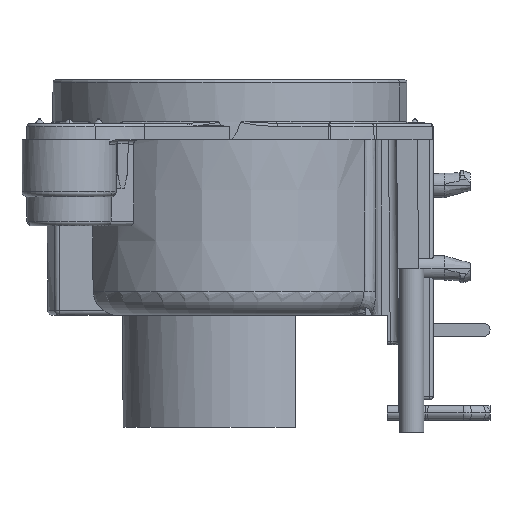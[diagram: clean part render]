
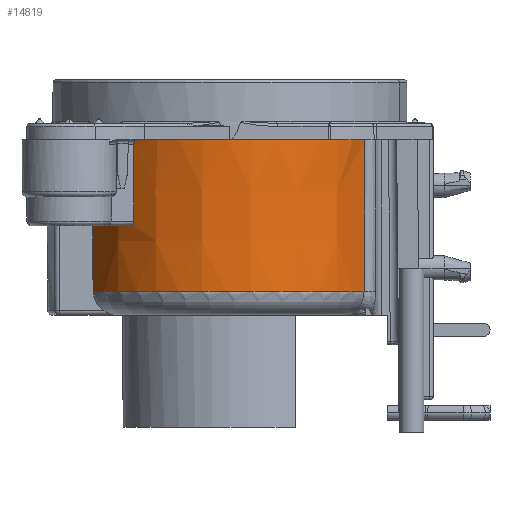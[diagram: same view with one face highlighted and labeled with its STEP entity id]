
A CAD part, left-side view. The second image highlights one B-rep face of the part: STEP entity #14819.
In plain terms, the highlighted conical face has half-angle 0.641 degrees and reference radius 9.107 mm.
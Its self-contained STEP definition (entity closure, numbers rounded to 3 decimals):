
#1612=CARTESIAN_POINT('',(0.,0.,-1.));
#1613=DIRECTION('',(0.,0.,-1.));
#1614=DIRECTION('',(-0.421,-0.907,0.));
#1615=AXIS2_PLACEMENT_3D('',#1612,#1613,#1614);
#2169=CARTESIAN_POINT('',(0.,0.,-10.317));
#2170=DIRECTION('',(0.,0.,1.));
#2171=DIRECTION('',(-0.367,0.93,0.));
#2172=AXIS2_PLACEMENT_3D('',#2169,#2170,#2171);
#3317=CARTESIAN_POINT('',(-7.17,5.698,
-1.));
#3318=CARTESIAN_POINT('',(-7.15,5.723,
-1.));
#3319=CARTESIAN_POINT('',(-7.111,5.772,
-1.01));
#3320=CARTESIAN_POINT('',(-7.057,5.837,
-1.053));
#3321=CARTESIAN_POINT('',(-7.012,5.889,
-1.12));
#3322=CARTESIAN_POINT('',(-6.984,5.922,
-1.204));
#3323=CARTESIAN_POINT('',(-6.977,5.929,
-1.266));
#3324=CARTESIAN_POINT('',(-6.976,5.929,
-1.297));
#3335=CARTESIAN_POINT('',(-3.858,-8.306,
-1.));
#3336=CARTESIAN_POINT('',(-3.845,-8.3,
-2.035));
#3337=CARTESIAN_POINT('',(-3.817,-8.287,
-4.104));
#3338=CARTESIAN_POINT('',(-3.777,-8.267,
-7.21));
#3339=CARTESIAN_POINT('',(-3.75,-8.254,
-9.281));
#3340=CARTESIAN_POINT('',(-3.736,-8.248,
-10.317));
#3342=CARTESIAN_POINT('',(-3.319,8.424,
-10.317));
#3343=CARTESIAN_POINT('',(-3.327,8.433,
-9.314));
#3344=CARTESIAN_POINT('',(-3.345,8.45,
-7.31));
#3345=CARTESIAN_POINT('',(-3.371,8.476,
-4.303));
#3346=CARTESIAN_POINT('',(-3.389,8.493,
-2.299));
#3347=CARTESIAN_POINT('',(-3.397,8.502,
-1.297));
#3349=CARTESIAN_POINT('',(-5.929,6.976,
-1.297));
#3350=CARTESIAN_POINT('',(-5.928,6.969,
-1.819));
#3351=CARTESIAN_POINT('',(-5.927,6.955,
-2.865));
#3352=CARTESIAN_POINT('',(-5.925,6.933,
-4.434));
#3353=CARTESIAN_POINT('',(-5.924,6.919,
-5.48));
#3354=CARTESIAN_POINT('',(-5.923,6.912,
-6.003));
#3356=CARTESIAN_POINT('',(-6.912,5.923,
-6.003));
#3357=CARTESIAN_POINT('',(-6.919,5.924,
-5.48));
#3358=CARTESIAN_POINT('',(-6.933,5.925,
-4.434));
#3359=CARTESIAN_POINT('',(-6.955,5.927,
-2.866));
#3360=CARTESIAN_POINT('',(-6.969,5.928,
-1.82));
#3361=CARTESIAN_POINT('',(-6.976,5.929,
-1.297));
#3528=CARTESIAN_POINT('',(0.,0.,-1.297));
#3529=DIRECTION('',(0.,0.,-1.));
#3530=DIRECTION('',(-0.648,0.762,0.));
#3531=AXIS2_PLACEMENT_3D('',#3528,#3529,#3530);
#3943=CARTESIAN_POINT('',(-6.912,5.923,
-6.003));
#3944=CARTESIAN_POINT('',(-6.912,5.923,
-6.034));
#3945=CARTESIAN_POINT('',(-6.904,5.93,
-6.096));
#3946=CARTESIAN_POINT('',(-6.875,5.963,
-6.18));
#3947=CARTESIAN_POINT('',(-6.83,6.013,
-6.247));
#3948=CARTESIAN_POINT('',(-6.774,6.076,
-6.29));
#3949=CARTESIAN_POINT('',(-6.732,6.122,-6.3));
#3950=CARTESIAN_POINT('',(-6.71,6.146,-6.3));
#3987=CARTESIAN_POINT('',(0.,0.,-6.3));
#3988=DIRECTION('',(0.,0.,-1.));
#3989=DIRECTION('',(-0.737,0.675,0.));
#3990=AXIS2_PLACEMENT_3D('',#3987,#3988,#3989);
#4016=CARTESIAN_POINT('',(-6.146,6.71,-6.3));
#4017=CARTESIAN_POINT('',(-6.122,6.732,-6.3));
#4018=CARTESIAN_POINT('',(-6.076,6.774,
-6.29));
#4019=CARTESIAN_POINT('',(-6.013,6.83,
-6.247));
#4020=CARTESIAN_POINT('',(-5.963,6.875,
-6.18));
#4021=CARTESIAN_POINT('',(-5.93,6.904,
-6.096));
#4022=CARTESIAN_POINT('',(-5.923,6.912,
-6.034));
#4023=CARTESIAN_POINT('',(-5.923,6.912,
-6.003));
#8950=CARTESIAN_POINT('',(-6.71,6.146,-6.3));
#8951=VERTEX_POINT('',#8950);
#8952=CARTESIAN_POINT('',(-6.146,6.71,-6.3));
#8953=VERTEX_POINT('',#8952);
#8983=VERTEX_POINT('',#4023);
#8984=VERTEX_POINT('',#3317);
#8985=VERTEX_POINT('',#3324);
#8986=CARTESIAN_POINT('',(-3.86,-8.305,
-1.));
#8987=VERTEX_POINT('',#8986);
#8988=VERTEX_POINT('',#3340);
#8989=CARTESIAN_POINT('',(-3.319,8.424,
-10.317));
#8990=VERTEX_POINT('',#8989);
#8991=VERTEX_POINT('',#3347);
#8992=CARTESIAN_POINT('',(-5.929,6.976,
-1.297));
#8993=VERTEX_POINT('',#8992);
#8994=VERTEX_POINT('',#3943);
#14793=CARTESIAN_POINT('',(0.,0.,-5.658));
#14794=DIRECTION('',(0.,0.,1.));
#14795=DIRECTION('',(0.,1.,0.));
#14796=AXIS2_PLACEMENT_3D('',#14793,#14794,#14795);
#14797=CONICAL_SURFACE('',#14796,9.106,0.641);
#14798=ORIENTED_EDGE('',*,*,#14784,.F.);
#14799=ORIENTED_EDGE('',*,*,#12635,.F.);
#14801=ORIENTED_EDGE('',*,*,#14800,.T.);
#14802=ORIENTED_EDGE('',*,*,#13314,.F.);
#14804=ORIENTED_EDGE('',*,*,#14803,.T.);
#14806=ORIENTED_EDGE('',*,*,#14805,.F.);
#14808=ORIENTED_EDGE('',*,*,#14807,.T.);
#14810=ORIENTED_EDGE('',*,*,#14809,.F.);
#14812=ORIENTED_EDGE('',*,*,#14811,.F.);
#14814=ORIENTED_EDGE('',*,*,#14813,.F.);
#14816=ORIENTED_EDGE('',*,*,#14815,.T.);
#14817=EDGE_LOOP('',(#14798,#14799,#14801,#14802,#14804,#14806,#14808,#14810,
#14812,#14814,#14816));
#14818=FACE_OUTER_BOUND('',#14817,.F.);
#14819=ADVANCED_FACE('',(#14818),#14797,.T.);
#1616=CIRCLE('',#1615,9.159);
#2173=CIRCLE('',#2172,9.054);
#3325=B_SPLINE_CURVE_WITH_KNOTS('',3,(#3317,#3318,#3319,#3320,#3321,#3322,#3323,
#3324),.UNSPECIFIED.,.F.,.F.,(4,1,1,1,1,4),(0.,0.2,0.4,0.6,0.8,1.),
.UNSPECIFIED.);
#3341=B_SPLINE_CURVE_WITH_KNOTS('',3,(#3335,#3336,#3337,#3338,#3339,#3340),
.UNSPECIFIED.,.F.,.F.,(4,1,1,4),(0.,0.333,0.667,1.),
.UNSPECIFIED.);
#3348=B_SPLINE_CURVE_WITH_KNOTS('',3,(#3342,#3343,#3344,#3345,#3346,#3347),
.UNSPECIFIED.,.F.,.F.,(4,1,1,4),(0.,0.333,0.667,1.),
.UNSPECIFIED.);
#3355=B_SPLINE_CURVE_WITH_KNOTS('',3,(#3349,#3350,#3351,#3352,#3353,#3354),
.UNSPECIFIED.,.F.,.F.,(4,1,1,4),(0.,0.333,0.667,1.),
.UNSPECIFIED.);
#3362=B_SPLINE_CURVE_WITH_KNOTS('',3,(#3356,#3357,#3358,#3359,#3360,#3361),
.UNSPECIFIED.,.F.,.F.,(4,1,1,4),(0.,0.333,0.667,1.),
.UNSPECIFIED.);
#3532=CIRCLE('',#3531,9.155);
#3951=B_SPLINE_CURVE_WITH_KNOTS('',3,(#3943,#3944,#3945,#3946,#3947,#3948,#3949,
#3950),.UNSPECIFIED.,.F.,.F.,(4,1,1,1,1,4),(0.,0.2,0.4,0.6,0.8,1.),
.UNSPECIFIED.);
#3991=CIRCLE('',#3990,9.099);
#4024=B_SPLINE_CURVE_WITH_KNOTS('',3,(#4016,#4017,#4018,#4019,#4020,#4021,#4022,
#4023),.UNSPECIFIED.,.F.,.F.,(4,1,1,1,1,4),(0.,0.2,0.4,0.6,0.8,1.),
.UNSPECIFIED.);
#12635=EDGE_CURVE('',#8987,#8984,#1616,.T.);
#13314=EDGE_CURVE('',#8990,#8988,#2173,.T.);
#14784=EDGE_CURVE('',#8984,#8985,#3325,.T.);
#14800=EDGE_CURVE('',#8987,#8988,#3341,.T.);
#14803=EDGE_CURVE('',#8990,#8991,#3348,.T.);
#14805=EDGE_CURVE('',#8993,#8991,#3532,.T.);
#14807=EDGE_CURVE('',#8993,#8983,#3355,.T.);
#14809=EDGE_CURVE('',#8953,#8983,#4024,.T.);
#14811=EDGE_CURVE('',#8951,#8953,#3991,.T.);
#14813=EDGE_CURVE('',#8994,#8951,#3951,.T.);
#14815=EDGE_CURVE('',#8994,#8985,#3362,.T.);
